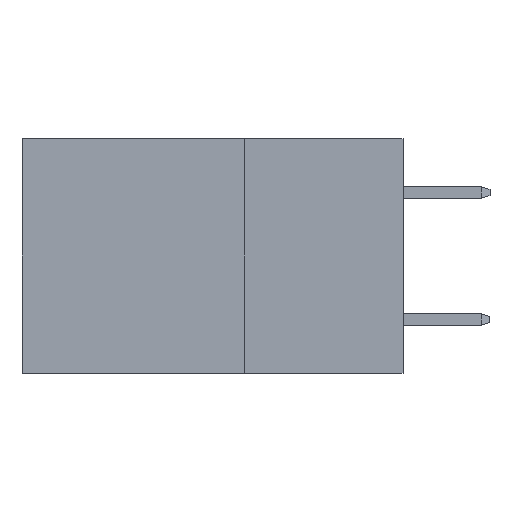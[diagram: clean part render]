
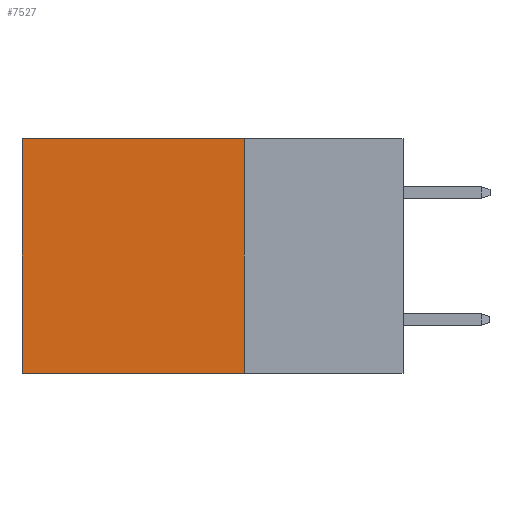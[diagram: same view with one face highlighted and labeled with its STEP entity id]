
A CAD part, left-side view. The second image highlights one B-rep face of the part: STEP entity #7527.
In plain terms, the highlighted planar face has unit normal (-1, 0, 0).
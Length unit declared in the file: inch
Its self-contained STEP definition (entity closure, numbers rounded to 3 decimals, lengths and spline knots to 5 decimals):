
#392 = CARTESIAN_POINT ( 'NONE',  ( 0.2875, 0.6, 0. ) ) ;
#858 = EDGE_CURVE ( 'NONE', #4423, #9169, #7509, .T. ) ;
#1065 = ORIENTED_EDGE ( 'NONE', *, *, #5995, .F. ) ;
#1376 = CARTESIAN_POINT ( 'NONE',  ( 0.2875, 0.25, -0.37 ) ) ;
#1572 = DIRECTION ( 'NONE',  ( 0., 1., 0. ) ) ;
#1631 = FACE_OUTER_BOUND ( 'NONE', #2994, .T. ) ;
#1652 = EDGE_CURVE ( 'NONE', #6368, #10668, #4923, .T. ) ;
#2379 = CARTESIAN_POINT ( 'NONE',  ( 0.2875, 0.25, -0.37 ) ) ;
#2426 = PLANE ( 'NONE',  #8741 ) ;
#2786 = EDGE_CURVE ( 'NONE', #6368, #4423, #3411, .T. ) ;
#2819 = CARTESIAN_POINT ( 'NONE',  ( 0.2875, 0.6, 0. ) ) ;
#2994 = EDGE_LOOP ( 'NONE', ( #3774, #1065, #8763, #3958 ) ) ;
#3411 = LINE ( 'NONE', #11892, #6293 ) ;
#3774 = ORIENTED_EDGE ( 'NONE', *, *, #858, .T. ) ;
#3958 = ORIENTED_EDGE ( 'NONE', *, *, #2786, .T. ) ;
#4314 = LINE ( 'NONE', #1376, #4389 ) ;
#4389 = VECTOR ( 'NONE', #8083, 39.37008 ) ;
#4423 = VERTEX_POINT ( 'NONE', #392 ) ;
#4923 = LINE ( 'NONE', #7588, #6679 ) ;
#5233 = CARTESIAN_POINT ( 'NONE',  ( 0.2875, 0.25, 0. ) ) ;
#5272 = VECTOR ( 'NONE', #6597, 39.37008 ) ;
#5995 = EDGE_CURVE ( 'NONE', #10668, #9169, #4314, .T. ) ;
#6293 = VECTOR ( 'NONE', #1572, 39.37008 ) ;
#6368 = VERTEX_POINT ( 'NONE', #5233 ) ;
#6597 = DIRECTION ( 'NONE',  ( 0., 0., -1. ) ) ;
#6679 = VECTOR ( 'NONE', #8698, 39.37008 ) ;
#7509 = LINE ( 'NONE', #2819, #5272 ) ;
#7527 = ADVANCED_FACE ( 'NONE', ( #1631 ), #2426, .F. ) ;
#7588 = CARTESIAN_POINT ( 'NONE',  ( 0.2875, 0.25, 0. ) ) ;
#7980 = CARTESIAN_POINT ( 'NONE',  ( 0.2875, 0.25, 0. ) ) ;
#8083 = DIRECTION ( 'NONE',  ( 0., 1., 0. ) ) ;
#8698 = DIRECTION ( 'NONE',  ( 0., 0., -1. ) ) ;
#8741 = AXIS2_PLACEMENT_3D ( 'NONE', #7980, #11215, #10241 ) ;
#8763 = ORIENTED_EDGE ( 'NONE', *, *, #1652, .F. ) ;
#9169 = VERTEX_POINT ( 'NONE', #11470 ) ;
#10241 = DIRECTION ( 'NONE',  ( 0., 0., -1. ) ) ;
#10668 = VERTEX_POINT ( 'NONE', #2379 ) ;
#11215 = DIRECTION ( 'NONE',  ( 1., 0., 0. ) ) ;
#11470 = CARTESIAN_POINT ( 'NONE',  ( 0.2875, 0.6, -0.37 ) ) ;
#11892 = CARTESIAN_POINT ( 'NONE',  ( 0.2875, 0.25, 0. ) ) ;
